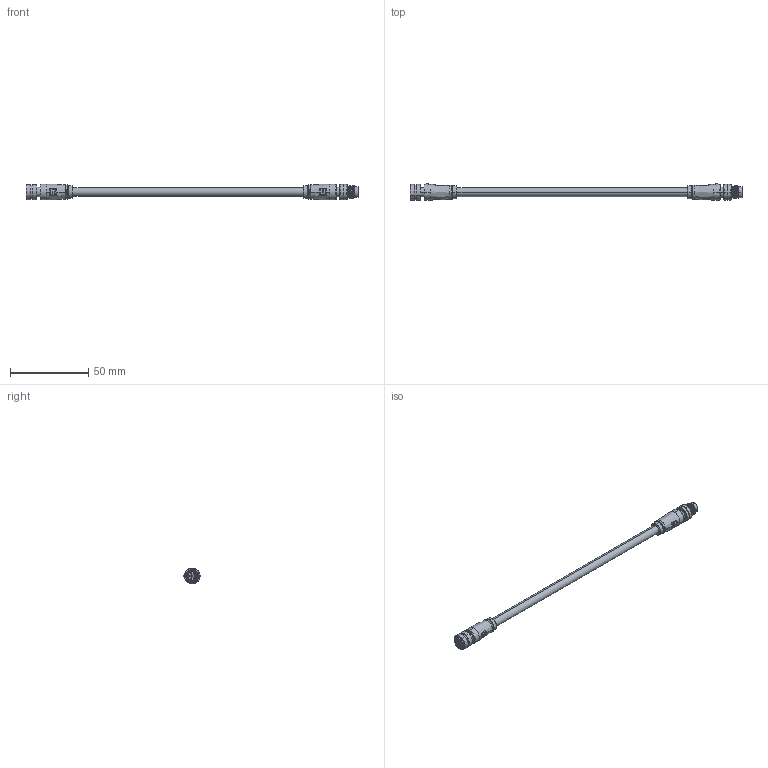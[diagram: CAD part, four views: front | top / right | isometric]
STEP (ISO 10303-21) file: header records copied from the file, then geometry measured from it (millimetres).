
FILE_DESCRIPTION (( 'STEP AP203' ), '1' );
FILE_NAME ('10-05438revA.STEP', '2023-03-17T20:25:21', ( '' ), ( '' ), 'SwSTEP 2.0', 'SolidWorks 2021', '' );
FILE_SCHEMA (( 'CONFIG_CONTROL_DESIGN' ));
Length unit declared in the file: millimetre
Products named in the file (14): 50-01034-05___; 50-01007-03___; 50-01034-01___; 50-01007-01___; 50-01007-04___; 50-01034-03___; 24-00400_3D print; 50-01034_STEP; 50-01007_STEP; 50-01034-04___; 10-05438revA; 50-01034-02_STEP; 50-01007-02_STEP; 30-02981_blunt cut
Assembly tree (22 placements, depth 3):
  10-05438revA
    30-02981_blunt cut
    24-00400_3D print  x2
    50-01034_STEP
      50-01034-01___
      50-01034-02_STEP
      50-01034-03___  x5
      50-01034-04___
      50-01034-05___
    50-01007_STEP
      50-01007-01___
      50-01007-02_STEP
      50-01007-03___  x5
      50-01007-04___
Bounding box: 212 x 10.25 x 10 mm (x, y, z)
Volume: 7780.4 mm3; surface area: 33641.1 mm2
Topology: 178 solids, 178 shells, 1735 faces, 3777 edges, 2422 vertices
Faces by surface type: cylinder 904, plane 539, bspline 121, cone 94, torus 65, sphere 12
Entity records: 43453 total; most frequent: CARTESIAN_POINT 10795, DIRECTION 7016, ORIENTED_EDGE 5764, AXIS2_PLACEMENT_3D 3009, EDGE_CURVE 2882, VERTEX_POINT 1890, EDGE_LOOP 1752, CIRCLE 1677
